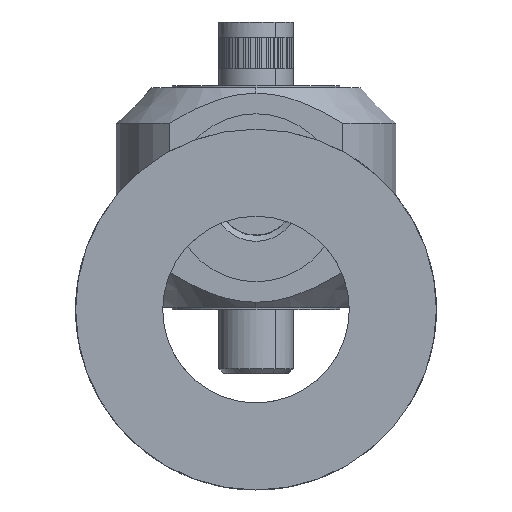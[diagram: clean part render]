
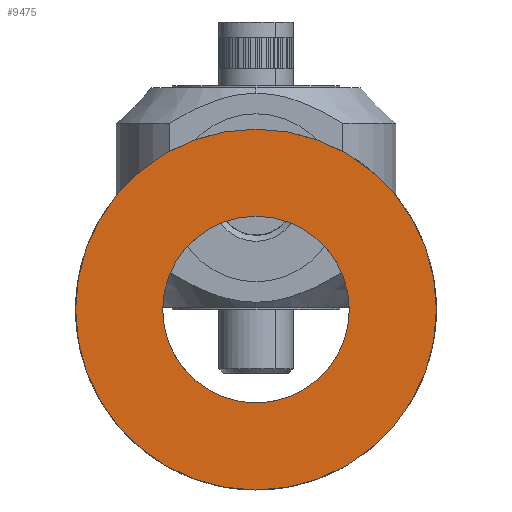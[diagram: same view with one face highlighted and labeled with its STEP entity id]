
A CAD part, left-side view. The second image highlights one B-rep face of the part: STEP entity #9475.
In plain terms, the highlighted face is planar.
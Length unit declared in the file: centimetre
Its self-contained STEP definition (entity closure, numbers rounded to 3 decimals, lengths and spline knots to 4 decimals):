
#2077=PLANE('',#10062);
#2489=VERTEX_POINT('',#13930);
#2521=VERTEX_POINT('',#14209);
#3365=CIRCLE('',#10040,1.5);
#3371=CIRCLE('',#10061,2.9);
#3935=EDGE_CURVE('',#2489,#2489,#3365,.T.);
#3979=EDGE_CURVE('',#2521,#2521,#3371,.T.);
#5458=ORIENTED_EDGE('',*,*,#3935,.T.);
#5459=ORIENTED_EDGE('',*,*,#3979,.F.);
#8266=EDGE_LOOP('',(#5458));
#8267=EDGE_LOOP('',(#5459));
#8875=FACE_BOUND('',#8266,.T.);
#8876=FACE_BOUND('',#8267,.T.);
#9475=ADVANCED_FACE('',(#8875,#8876),#2077,.T.);
#10040=AXIS2_PLACEMENT_3D('',#13929,#11197,#11198);
#10061=AXIS2_PLACEMENT_3D('',#14208,#11251,#11252);
#10062=AXIS2_PLACEMENT_3D('',#14210,#11253,$);
#11197=DIRECTION('',(0.,0.,-1.));
#11198=DIRECTION('',(1.5,0.,0.));
#11251=DIRECTION('',(0.,0.,-1.));
#11252=DIRECTION('',(2.9,0.,0.));
#11253=DIRECTION('',(0.,0.,1.));
#13929=CARTESIAN_POINT('',(0.,0.,6.1));
#13930=CARTESIAN_POINT('',(-1.5,0.,6.1));
#14208=CARTESIAN_POINT('',(0.,0.,6.1));
#14209=CARTESIAN_POINT('',(2.9,0.,6.1));
#14210=CARTESIAN_POINT('',(0.,0.,6.1));
